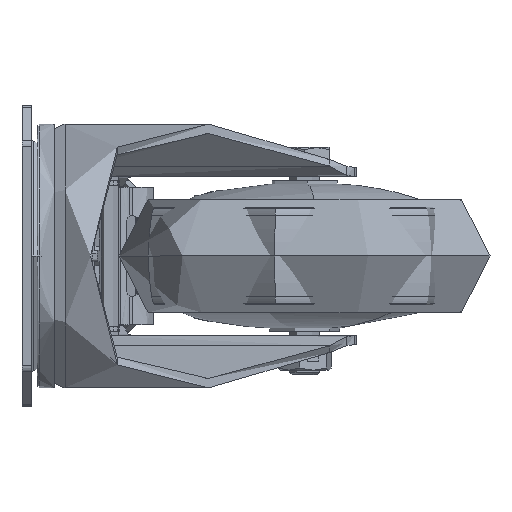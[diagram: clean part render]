
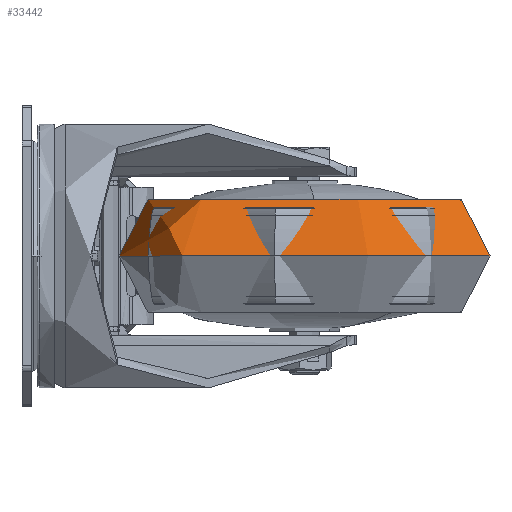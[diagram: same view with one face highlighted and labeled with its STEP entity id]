
A CAD part, left-side view. The second image highlights one B-rep face of the part: STEP entity #33442.
In plain terms, the highlighted free-form (B-spline) face has degree [3, 3] with [4, 4] control points.
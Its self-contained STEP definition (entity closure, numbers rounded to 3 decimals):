
#1285 = CARTESIAN_POINT ( 'NONE',  ( 46.445, -28.979, 15. ) ) ;
#1431 = CARTESIAN_POINT ( 'NONE',  ( 28.975, -124.179, 8.787 ) ) ;
#1841 = EDGE_CURVE ( 'NONE', #39734, #35839, #44028, .T. ) ;
#2584 = DIRECTION ( 'NONE',  ( -0.984, 0.18, 0. ) ) ;
#6654 = CARTESIAN_POINT ( 'NONE',  ( -51.333, -7.772, 8.787 ) ) ;
#8391 = CARTESIAN_POINT ( 'NONE',  ( 30.374, -116.556, 15. ) ) ;
#8955 = CARTESIAN_POINT ( 'NONE',  ( 28.975, -124.179, 0. ) ) ;
#12290 = CARTESIAN_POINT ( 'NONE',  ( 28.975, -124.179, 0. ) ) ;
#12722 = CARTESIAN_POINT ( 'NONE',  ( -69.382, -106.129, 8.787 ) ) ;
#13132 = FACE_OUTER_BOUND ( 'NONE', #71564, .T. ) ;
#13685 = CIRCLE ( 'NONE', #24791, 50. ) ;
#14428 = CARTESIAN_POINT ( 'NONE',  ( 28.975, -124.179, 0. ) ) ;
#18378 = CARTESIAN_POINT ( 'NONE',  ( -45.597, -12.088, 15. ) ) ;
#18551 = AXIS2_PLACEMENT_3D ( 'NONE', #82503, #83396, #2584 ) ;
#19203 = CARTESIAN_POINT ( 'NONE',  ( -69.382, -106.129, 0. ) ) ;
#23889 = ORIENTED_EDGE ( 'NONE', *, *, #1841, .T. ) ;
#24791 = AXIS2_PLACEMENT_3D ( 'NONE', #66733, #54523, #61059 ) ;
#25167 = CARTESIAN_POINT ( 'NONE',  ( 45.626, -33.444, 15. ) ) ;
#25306 = CARTESIAN_POINT ( 'NONE',  ( 29.555, -121.021, 15. ) ) ;
#27121 = VERTEX_POINT ( 'NONE', #8955 ) ;
#31796 = CARTESIAN_POINT ( 'NONE',  ( 28.975, -124.179, 8.787 ) ) ;
#33442 = ADVANCED_FACE ( 'NONE', ( #13132 ), #64620, .F. ) ;
#35143 = CIRCLE ( 'NONE', #18551, 42.25 ) ;
#35839 = VERTEX_POINT ( 'NONE', #49813 ) ;
#37682 = CARTESIAN_POINT ( 'NONE',  ( 30.374, -116.556, 15. ) ) ;
#38719 = CARTESIAN_POINT ( 'NONE',  ( -51.333, -7.772, 0. ) ) ;
#39734 = VERTEX_POINT ( 'NONE', #25167 ) ;
#40680 =( BOUNDED_CURVE ( )  B_SPLINE_CURVE ( 3, ( #14428, #1431, #54350, #8391 ),
 .UNSPECIFIED., .F., .F. ) 
 B_SPLINE_CURVE_WITH_KNOTS ( ( 4, 4 ),
 ( 1.571, 3.142 ),
 .UNSPECIFIED. ) 
 CURVE ( )  GEOMETRIC_REPRESENTATION_ITEM ( )  RATIONAL_B_SPLINE_CURVE ( ( 1., 0.805, 0.805, 1. ) ) 
 REPRESENTATION_ITEM ( '' )  );
#44028 =( BOUNDED_CURVE ( )  B_SPLINE_CURVE ( 3, ( #53776, #1285, #68129, #55074 ),
 .UNSPECIFIED., .F., .F. ) 
 B_SPLINE_CURVE_WITH_KNOTS ( ( 4, 4 ),
 ( 3.142, 4.712 ),
 .UNSPECIFIED. ) 
 CURVE ( )  GEOMETRIC_REPRESENTATION_ITEM ( )  RATIONAL_B_SPLINE_CURVE ( ( 1., 0.805, 0.805, 1. ) ) 
 REPRESENTATION_ITEM ( '' )  );
#44344 = ORIENTED_EDGE ( 'NONE', *, *, #65280, .F. ) ;
#45241 = CARTESIAN_POINT ( 'NONE',  ( -52.738, -101.304, 15. ) ) ;
#46496 = CARTESIAN_POINT ( 'NONE',  ( 47.025, -25.821, 0. ) ) ;
#49813 = CARTESIAN_POINT ( 'NONE',  ( 47.025, -25.821, 0. ) ) ;
#51745 = CARTESIAN_POINT ( 'NONE',  ( 45.626, -33.444, 15. ) ) ;
#52468 = EDGE_CURVE ( 'NONE', #27121, #62127, #40680, .T. ) ;
#53776 = CARTESIAN_POINT ( 'NONE',  ( 45.626, -33.444, 15. ) ) ;
#54350 = CARTESIAN_POINT ( 'NONE',  ( 29.555, -121.021, 15. ) ) ;
#54523 = DIRECTION ( 'NONE',  ( 0., 0., -1. ) ) ;
#55074 = CARTESIAN_POINT ( 'NONE',  ( 47.025, -25.821, 0. ) ) ;
#61059 = DIRECTION ( 'NONE',  ( 0.984, -0.18, 0. ) ) ;
#62127 = VERTEX_POINT ( 'NONE', #37682 ) ;
#64620 =( BOUNDED_SURFACE ( )  B_SPLINE_SURFACE ( 3, 3, ( 
 ( #46496, #38719, #19203, #12290 ),
 ( #77918, #6654, #12722, #31796 ),
 ( #73087, #18378, #84875, #25306 ),
 ( #51745, #78334, #45241, #71816 ) ),
 .UNSPECIFIED., .F., .F., .F. ) 
 B_SPLINE_SURFACE_WITH_KNOTS ( ( 4, 4 ),
 ( 4, 4 ),
 ( 0., 1. ),
 ( 0., 1. ),
 .UNSPECIFIED. ) 
 GEOMETRIC_REPRESENTATION_ITEM ( )  RATIONAL_B_SPLINE_SURFACE ( (
 ( 1., 0.333, 0.333, 1.),
 ( 0.805, 0.268, 0.268, 0.805),
 ( 0.805, 0.268, 0.268, 0.805),
 ( 1., 0.333, 0.333, 1.) ) ) 
 REPRESENTATION_ITEM ( '' )  SURFACE ( )  );
#65280 = EDGE_CURVE ( 'NONE', #27121, #35839, #13685, .T. ) ;
#66733 = CARTESIAN_POINT ( 'NONE',  ( 38., -75., 0. ) ) ;
#68129 = CARTESIAN_POINT ( 'NONE',  ( 47.025, -25.821, 8.787 ) ) ;
#68608 = ORIENTED_EDGE ( 'NONE', *, *, #69496, .T. ) ;
#69496 = EDGE_CURVE ( 'NONE', #62127, #39734, #35143, .T. ) ;
#70172 = ORIENTED_EDGE ( 'NONE', *, *, #52468, .T. ) ;
#71564 = EDGE_LOOP ( 'NONE', ( #68608, #23889, #44344, #70172 ) ) ;
#71816 = CARTESIAN_POINT ( 'NONE',  ( 30.374, -116.556, 15. ) ) ;
#73087 = CARTESIAN_POINT ( 'NONE',  ( 46.445, -28.979, 15. ) ) ;
#77918 = CARTESIAN_POINT ( 'NONE',  ( 47.025, -25.821, 8.787 ) ) ;
#78334 = CARTESIAN_POINT ( 'NONE',  ( -37.486, -18.192, 15. ) ) ;
#82503 = CARTESIAN_POINT ( 'NONE',  ( 38., -75., 15. ) ) ;
#83396 = DIRECTION ( 'NONE',  ( 0., 0., -1. ) ) ;
#84875 = CARTESIAN_POINT ( 'NONE',  ( -62.488, -104.131, 15. ) ) ;
